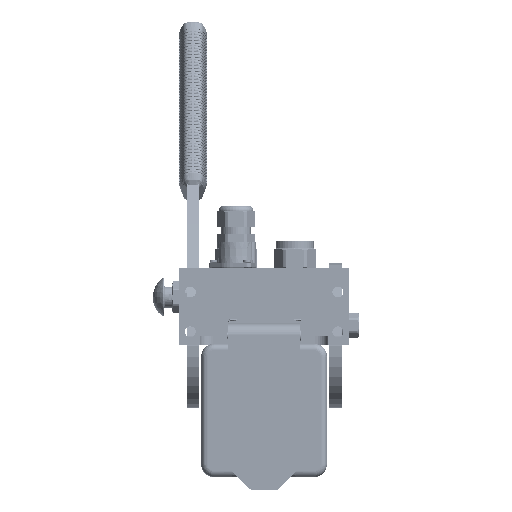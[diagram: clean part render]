
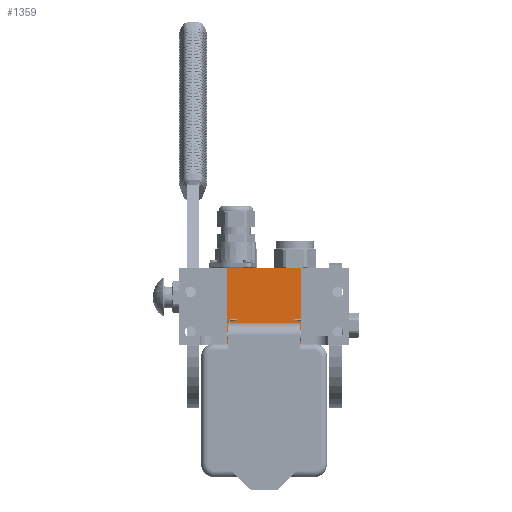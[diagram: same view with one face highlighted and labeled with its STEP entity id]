
A CAD part, left-side view. The second image highlights one B-rep face of the part: STEP entity #1359.
In plain terms, the highlighted face is planar.
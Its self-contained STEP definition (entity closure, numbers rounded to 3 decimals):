
#105 = LINE ( 'NONE', #196881, #155020 ) ;
#1254 = DIRECTION ( 'NONE',  ( 0., 1., 0. ) ) ;
#1359 = ADVANCED_FACE ( 'NONE', ( #174972 ), #177428, .T. ) ;
#1582 = DIRECTION ( 'NONE',  ( -1., 0., 0. ) ) ;
#2956 = VERTEX_POINT ( 'NONE', #160670 ) ;
#5825 = ORIENTED_EDGE ( 'NONE', *, *, #111366, .T. ) ;
#24165 = EDGE_CURVE ( 'NONE', #2956, #63768, #191440, .T. ) ;
#24944 = VECTOR ( 'NONE', #97499, 1000. ) ;
#32187 = CARTESIAN_POINT ( 'NONE',  ( 29., 0., -107.5 ) ) ;
#39512 = LINE ( 'NONE', #175943, #24944 ) ;
#44418 = ORIENTED_EDGE ( 'NONE', *, *, #199790, .F. ) ;
#63768 = VERTEX_POINT ( 'NONE', #106795 ) ;
#78390 = VERTEX_POINT ( 'NONE', #159227 ) ;
#97423 = ORIENTED_EDGE ( 'NONE', *, *, #24165, .F. ) ;
#97499 = DIRECTION ( 'NONE',  ( -1., 0., 0. ) ) ;
#98309 = DIRECTION ( 'NONE',  ( -1., 0., 0. ) ) ;
#99483 = VECTOR ( 'NONE', #1254, 1000. ) ;
#99653 = CARTESIAN_POINT ( 'NONE',  ( 29., 0., -107.5 ) ) ;
#100088 = AXIS2_PLACEMENT_3D ( 'NONE', #99653, #131419, #98309 ) ;
#104293 = DIRECTION ( 'NONE',  ( 0., 1., 0. ) ) ;
#106795 = CARTESIAN_POINT ( 'NONE',  ( 29., 60.2, -107.5 ) ) ;
#111156 = VECTOR ( 'NONE', #1582, 1000. ) ;
#111366 = EDGE_CURVE ( 'NONE', #130741, #78390, #105, .T. ) ;
#123990 = CARTESIAN_POINT ( 'NONE',  ( 29., 0., -107.5 ) ) ;
#124265 = CARTESIAN_POINT ( 'NONE',  ( -29., 0., -107.5 ) ) ;
#130741 = VERTEX_POINT ( 'NONE', #124265 ) ;
#131419 = DIRECTION ( 'NONE',  ( 0., 0., -1. ) ) ;
#151957 = EDGE_CURVE ( 'NONE', #2956, #130741, #188560, .T. ) ;
#155020 = VECTOR ( 'NONE', #104293, 1000. ) ;
#159227 = CARTESIAN_POINT ( 'NONE',  ( -29., 60.2, -107.5 ) ) ;
#160670 = CARTESIAN_POINT ( 'NONE',  ( 29., 0., -107.5 ) ) ;
#174972 = FACE_OUTER_BOUND ( 'NONE', #190433, .T. ) ;
#175943 = CARTESIAN_POINT ( 'NONE',  ( 29., 60.2, -107.5 ) ) ;
#177428 = PLANE ( 'NONE',  #100088 ) ;
#179461 = ORIENTED_EDGE ( 'NONE', *, *, #151957, .T. ) ;
#188560 = LINE ( 'NONE', #123990, #111156 ) ;
#190433 = EDGE_LOOP ( 'NONE', ( #5825, #44418, #97423, #179461 ) ) ;
#191440 = LINE ( 'NONE', #32187, #99483 ) ;
#196881 = CARTESIAN_POINT ( 'NONE',  ( -29., 0., -107.5 ) ) ;
#199790 = EDGE_CURVE ( 'NONE', #63768, #78390, #39512, .T. ) ;
